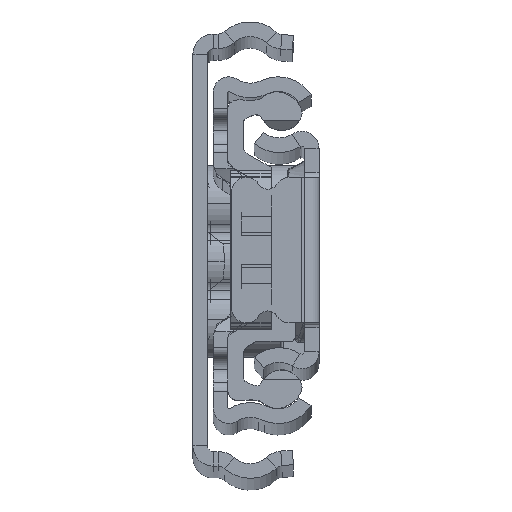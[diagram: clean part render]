
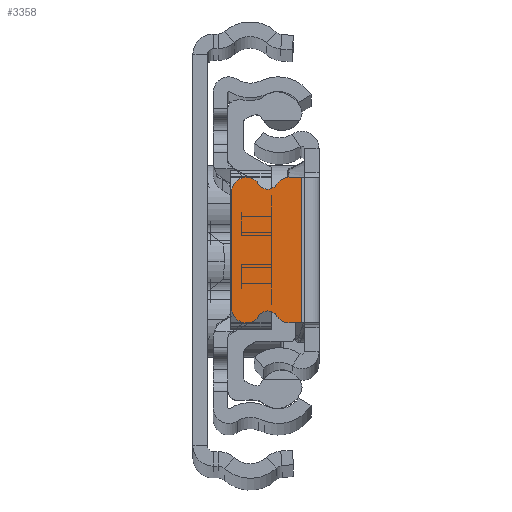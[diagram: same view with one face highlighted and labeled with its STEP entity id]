
A CAD part, top view. The second image highlights one B-rep face of the part: STEP entity #3358.
In plain terms, the highlighted planar face has unit normal (0, 0, 1).
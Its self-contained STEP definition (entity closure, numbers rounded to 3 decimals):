
#46 = EDGE_CURVE ( 'NONE', #8849, #3721, #13213, .T. ) ;
#181 = CARTESIAN_POINT ( 'NONE',  ( -1.8, -10.425, 0. ) ) ;
#654 = VECTOR ( 'NONE', #15456, 1000. ) ;
#742 = CARTESIAN_POINT ( 'NONE',  ( -4.355, 6.79, 0. ) ) ;
#820 = CARTESIAN_POINT ( 'NONE',  ( -3.08, -7.5, 0. ) ) ;
#881 = PLANE ( 'NONE',  #9773 ) ;
#1128 = CARTESIAN_POINT ( 'NONE',  ( -7.5, -6., 0. ) ) ;
#1771 = CARTESIAN_POINT ( 'NONE',  ( -5.29, 7.37, 0. ) ) ;
#1896 = CARTESIAN_POINT ( 'NONE',  ( -3.08, 6., 0. ) ) ;
#1968 = DIRECTION ( 'NONE',  ( 0., 0., -1. ) ) ;
#2016 = VECTOR ( 'NONE', #10490, 1000. ) ;
#2399 = CARTESIAN_POINT ( 'NONE',  ( -5.29, -7.37, 0. ) ) ;
#2573 = DIRECTION ( 'NONE',  ( 0., 0., 1. ) ) ;
#2594 = CARTESIAN_POINT ( 'NONE',  ( 693.5, -10.425, 0. ) ) ;
#2971 = DIRECTION ( 'NONE',  ( 0., 1., 0. ) ) ;
#3117 = LINE ( 'NONE', #20693, #20198 ) ;
#3300 = CIRCLE ( 'NONE', #8420, 1.1 ) ;
#3358 = ADVANCED_FACE ( 'NONE', ( #3893 ), #881, .T. ) ;
#3442 = VERTEX_POINT ( 'NONE', #11043 ) ;
#3580 = CARTESIAN_POINT ( 'NONE',  ( -5.29, 7.37, 0. ) ) ;
#3602 = CARTESIAN_POINT ( 'NONE',  ( -4.355, -6.79, 0. ) ) ;
#3721 = VERTEX_POINT ( 'NONE', #742 ) ;
#3854 = VERTEX_POINT ( 'NONE', #20763 ) ;
#3893 = FACE_OUTER_BOUND ( 'NONE', #18957, .T. ) ;
#3983 = VERTEX_POINT ( 'NONE', #16154 ) ;
#4057 = ORIENTED_EDGE ( 'NONE', *, *, #14780, .T. ) ;
#4099 = EDGE_CURVE ( 'NONE', #3442, #7721, #10121, .T. ) ;
#4177 = LINE ( 'NONE', #17142, #2016 ) ;
#4183 = CARTESIAN_POINT ( 'NONE',  ( -3.08, -6., 0. ) ) ;
#4473 = CARTESIAN_POINT ( 'NONE',  ( -7.5, 6., 0. ) ) ;
#5262 = ORIENTED_EDGE ( 'NONE', *, *, #8971, .T. ) ;
#5441 = CIRCLE ( 'NONE', #10175, 1.5 ) ;
#5512 = CARTESIAN_POINT ( 'NONE',  ( -5.29, 6.27, 0. ) ) ;
#6139 = CARTESIAN_POINT ( 'NONE',  ( -9., -6., 0. ) ) ;
#6158 = EDGE_CURVE ( 'NONE', #7522, #13251, #4177, .T. ) ;
#6483 = EDGE_CURVE ( 'NONE', #3854, #6563, #19474, .T. ) ;
#6563 = VERTEX_POINT ( 'NONE', #17288 ) ;
#6733 = ORIENTED_EDGE ( 'NONE', *, *, #10458, .T. ) ;
#7025 = ORIENTED_EDGE ( 'NONE', *, *, #6483, .T. ) ;
#7130 = DIRECTION ( 'NONE',  ( 0., 0., 1. ) ) ;
#7312 = ORIENTED_EDGE ( 'NONE', *, *, #46, .T. ) ;
#7522 = VERTEX_POINT ( 'NONE', #18304 ) ;
#7721 = VERTEX_POINT ( 'NONE', #20879 ) ;
#7863 = ORIENTED_EDGE ( 'NONE', *, *, #18047, .T. ) ;
#8420 = AXIS2_PLACEMENT_3D ( 'NONE', #3580, #8488, #13523 ) ;
#8488 = DIRECTION ( 'NONE',  ( 0., 0., -1. ) ) ;
#8849 = VERTEX_POINT ( 'NONE', #19047 ) ;
#8971 = EDGE_CURVE ( 'NONE', #3983, #7522, #13244, .T. ) ;
#9007 = DIRECTION ( 'NONE',  ( 0., 1., 0. ) ) ;
#9029 = DIRECTION ( 'NONE',  ( 0., 0., 1. ) ) ;
#9103 = DIRECTION ( 'NONE',  ( 0., 0., 1. ) ) ;
#9133 = CIRCLE ( 'NONE', #15992, 1.1 ) ;
#9286 = CIRCLE ( 'NONE', #20947, 1.1 ) ;
#9511 = DIRECTION ( 'NONE',  ( 0., 0., 1. ) ) ;
#9773 = AXIS2_PLACEMENT_3D ( 'NONE', #2594, #9103, #9007 ) ;
#10002 = EDGE_CURVE ( 'NONE', #15368, #7721, #13517, .T. ) ;
#10121 = LINE ( 'NONE', #181, #21104 ) ;
#10175 = AXIS2_PLACEMENT_3D ( 'NONE', #18867, #9511, #10697 ) ;
#10211 = AXIS2_PLACEMENT_3D ( 'NONE', #1128, #9029, #10960 ) ;
#10458 = EDGE_CURVE ( 'NONE', #13251, #3854, #5441, .T. ) ;
#10490 = DIRECTION ( 'NONE',  ( 0., -1., 0. ) ) ;
#10516 = CARTESIAN_POINT ( 'NONE',  ( 0.7, -7.5, 0. ) ) ;
#10641 = ORIENTED_EDGE ( 'NONE', *, *, #13511, .T. ) ;
#10669 = ORIENTED_EDGE ( 'NONE', *, *, #4099, .F. ) ;
#10697 = DIRECTION ( 'NONE',  ( 0., 1., 0. ) ) ;
#10893 = ORIENTED_EDGE ( 'NONE', *, *, #6158, .T. ) ;
#10960 = DIRECTION ( 'NONE',  ( 0., 1., 0. ) ) ;
#11043 = CARTESIAN_POINT ( 'NONE',  ( -1.8, 7.5, 0. ) ) ;
#11685 = ORIENTED_EDGE ( 'NONE', *, *, #15589, .T. ) ;
#11961 = AXIS2_PLACEMENT_3D ( 'NONE', #4183, #2573, #15632 ) ;
#12210 = VERTEX_POINT ( 'NONE', #3602 ) ;
#12469 = DIRECTION ( 'NONE',  ( 0., -1., 0. ) ) ;
#13075 = ORIENTED_EDGE ( 'NONE', *, *, #19254, .T. ) ;
#13213 = CIRCLE ( 'NONE', #17675, 1.5 ) ;
#13244 = CIRCLE ( 'NONE', #16343, 1.5 ) ;
#13251 = VERTEX_POINT ( 'NONE', #6139 ) ;
#13511 = EDGE_CURVE ( 'NONE', #6563, #12210, #9286, .T. ) ;
#13517 = LINE ( 'NONE', #10516, #654 ) ;
#13523 = DIRECTION ( 'NONE',  ( 0., 1., 0. ) ) ;
#13667 = DIRECTION ( 'NONE',  ( 0., 1., 0. ) ) ;
#14729 = DIRECTION ( 'NONE',  ( 0., 1., 0. ) ) ;
#14780 = EDGE_CURVE ( 'NONE', #20467, #3983, #3300, .T. ) ;
#15044 = CIRCLE ( 'NONE', #11961, 1.5 ) ;
#15236 = DIRECTION ( 'NONE',  ( 0., 1., 0. ) ) ;
#15368 = VERTEX_POINT ( 'NONE', #820 ) ;
#15456 = DIRECTION ( 'NONE',  ( 1., 0., 0. ) ) ;
#15589 = EDGE_CURVE ( 'NONE', #3721, #20467, #9133, .T. ) ;
#15632 = DIRECTION ( 'NONE',  ( 0., 1., 0. ) ) ;
#15992 = AXIS2_PLACEMENT_3D ( 'NONE', #1771, #17945, #14729 ) ;
#16078 = DIRECTION ( 'NONE',  ( -1., 0., 0. ) ) ;
#16154 = CARTESIAN_POINT ( 'NONE',  ( -6.225, 6.79, 0. ) ) ;
#16265 = ORIENTED_EDGE ( 'NONE', *, *, #10002, .T. ) ;
#16343 = AXIS2_PLACEMENT_3D ( 'NONE', #4473, #19487, #2971 ) ;
#17142 = CARTESIAN_POINT ( 'NONE',  ( -9., 6., 0. ) ) ;
#17288 = CARTESIAN_POINT ( 'NONE',  ( -6.225, -6.79, 0. ) ) ;
#17675 = AXIS2_PLACEMENT_3D ( 'NONE', #1896, #7130, #13667 ) ;
#17945 = DIRECTION ( 'NONE',  ( 0., 0., -1. ) ) ;
#18047 = EDGE_CURVE ( 'NONE', #12210, #15368, #15044, .T. ) ;
#18304 = CARTESIAN_POINT ( 'NONE',  ( -9., 6., 0. ) ) ;
#18867 = CARTESIAN_POINT ( 'NONE',  ( -7.5, -6., 0. ) ) ;
#18957 = EDGE_LOOP ( 'NONE', ( #10669, #13075, #7312, #11685, #4057, #5262, #10893, #6733, #7025, #10641, #7863, #16265 ) ) ;
#19047 = CARTESIAN_POINT ( 'NONE',  ( -3.08, 7.5, 0. ) ) ;
#19254 = EDGE_CURVE ( 'NONE', #3442, #8849, #3117, .T. ) ;
#19474 = CIRCLE ( 'NONE', #10211, 1.5 ) ;
#19487 = DIRECTION ( 'NONE',  ( 0., 0., 1. ) ) ;
#20198 = VECTOR ( 'NONE', #16078, 1000. ) ;
#20467 = VERTEX_POINT ( 'NONE', #5512 ) ;
#20693 = CARTESIAN_POINT ( 'NONE',  ( 0.7, 7.5, 0. ) ) ;
#20763 = CARTESIAN_POINT ( 'NONE',  ( -7.5, -7.5, 0. ) ) ;
#20879 = CARTESIAN_POINT ( 'NONE',  ( -1.8, -7.5, 0. ) ) ;
#20947 = AXIS2_PLACEMENT_3D ( 'NONE', #2399, #1968, #15236 ) ;
#21104 = VECTOR ( 'NONE', #12469, 1000. ) ;
